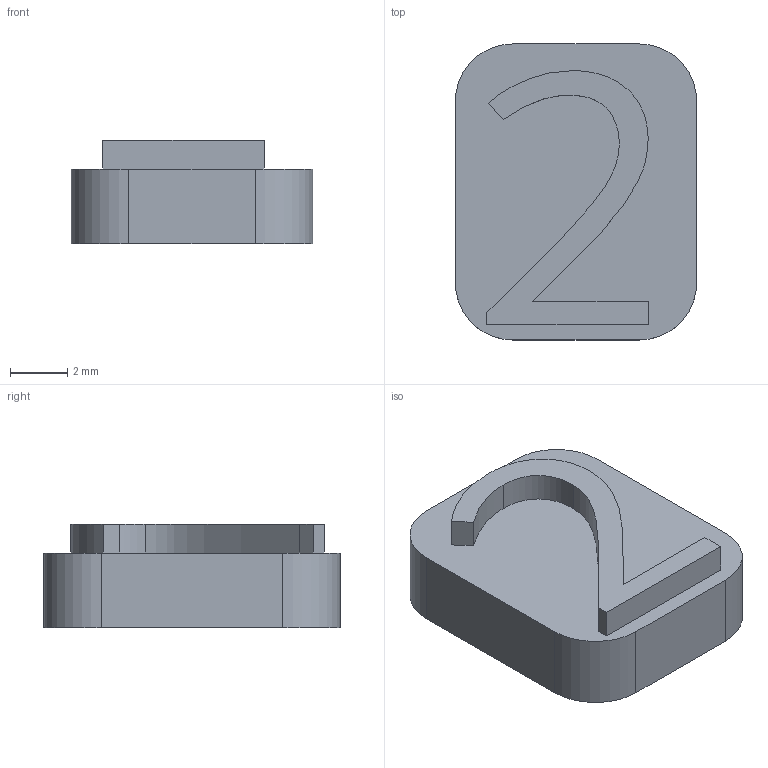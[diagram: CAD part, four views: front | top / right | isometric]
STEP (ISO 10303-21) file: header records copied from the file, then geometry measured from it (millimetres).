
FILE_DESCRIPTION (( 'STEP AP203' ), '1' );
FILE_NAME ('#2 diffuser.STEP', '2024-02-20T07:23:50', ( '' ), ( '' ), 'SwSTEP 2.0', 'SolidWorks 2022', '' );
FILE_SCHEMA (( 'CONFIG_CONTROL_DESIGN' ));
Length unit declared in the file: millimetre
Products named in the file (1): #2 diffuser
Bounding box: 8.4 x 10.3 x 3.6 mm (x, y, z)
Volume: 232.2 mm3; surface area: 293.2 mm2
Topology: 1 solids, 1 shells, 23 faces, 60 edges, 40 vertices
Faces by surface type: plane 13, bspline 6, cylinder 4
Entity records: 895 total; most frequent: CARTESIAN_POINT 282, ORIENTED_EDGE 120, DIRECTION 92, EDGE_CURVE 60, LINE 40, VECTOR 40, VERTEX_POINT 40, AXIS2_PLACEMENT_3D 26
